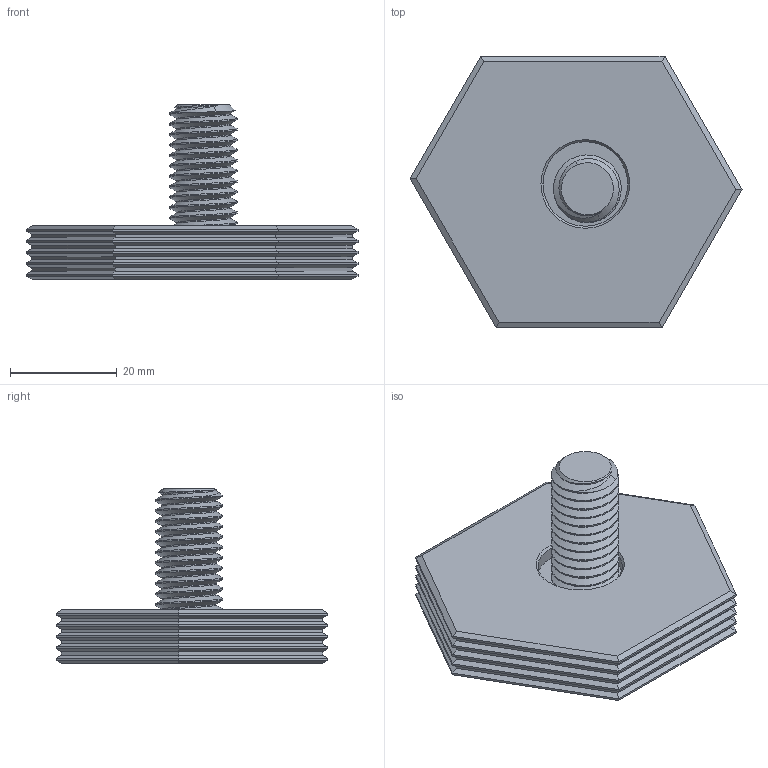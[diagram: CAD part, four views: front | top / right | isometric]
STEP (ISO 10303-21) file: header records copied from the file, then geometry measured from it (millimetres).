
FILE_DESCRIPTION (( 'STEP AP214' ), '1' );
FILE_NAME ('90135_Miteebite.STEP', '2021-10-20T20:30:03', ( '' ), ( '' ), 'SwSTEP 2.0', 'SolidWorks 2021', '' );
FILE_SCHEMA (( 'AUTOMOTIVE_DESIGN' ));
Length unit declared in the file: inch
Products named in the file (3): 90135_Miteebite; 901351_901351; 10374_10374
Assembly tree (2 placements, depth 2):
  90135_Miteebite
    901351_901351
    10374_10374
Bounding box: 62.33 x 51 x 32.77 mm (x, y, z)
Volume: 24861 mm3; surface area: 9835.3 mm2
Topology: 2 solids, 2 shells, 308 faces, 731 edges, 446 vertices
Faces by surface type: plane 210, bspline 51, cylinder 31, cone 14, sphere 2
Entity records: 14070 total; most frequent: CARTESIAN_POINT 7426, ORIENTED_EDGE 1462, DIRECTION 1115, EDGE_CURVE 731, VECTOR 533, LINE 533, VERTEX_POINT 446, EDGE_LOOP 329
